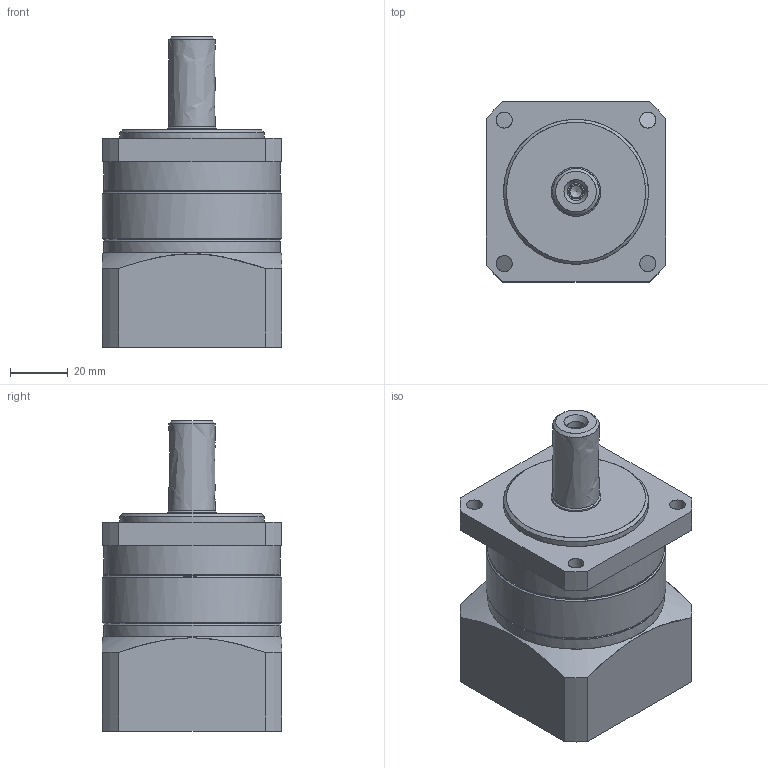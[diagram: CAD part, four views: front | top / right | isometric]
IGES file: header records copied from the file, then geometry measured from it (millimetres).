
Start section: C
Global section: file name: PF060 1 STAGE.igs; native system: By Siemens PLM Incorporated; preprocessor: XPlus GENERIC/IGES 17.0.49; author: Author; organization: Title; date: 20170216.124407; units: millimetre
Bounding box: 62 x 62 x 107 mm (x, y, z)
Surface area: 31545.9 mm2 (no closed solid volume)
Topology: 0 solids, 0 shells, 76 faces, 433 edges, 432 vertices
Faces by surface type: bspline 76
